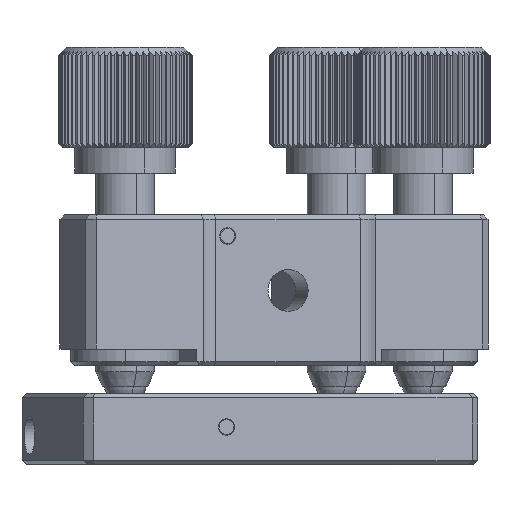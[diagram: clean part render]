
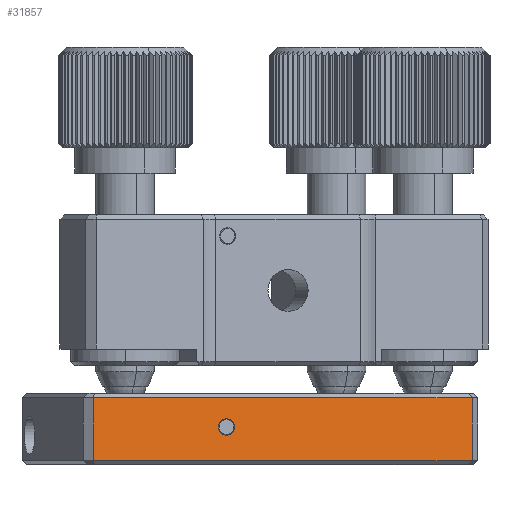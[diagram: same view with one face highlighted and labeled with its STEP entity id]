
A CAD part, left-side view. The second image highlights one B-rep face of the part: STEP entity #31857.
In plain terms, the highlighted planar face has unit normal (-0.96, -0.279, 0).
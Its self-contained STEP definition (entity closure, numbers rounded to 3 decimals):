
#2299 = LINE ( 'NONE', #12826, #11431 ) ;
#2763 = DIRECTION ( 'NONE',  ( -0.96, -0.279, 0. ) ) ;
#3362 = EDGE_CURVE ( 'NONE', #21559, #15257, #15313, .T. ) ;
#3538 = DIRECTION ( 'NONE',  ( 0.279, -0.96, 0. ) ) ;
#3557 = VECTOR ( 'NONE', #11206, 1000. ) ;
#4064 = ORIENTED_EDGE ( 'NONE', *, *, #21186, .T. ) ;
#4867 = DIRECTION ( 'NONE',  ( 0.96, 0.279, 0. ) ) ;
#4975 = DIRECTION ( 'NONE',  ( 0., 0., -1. ) ) ;
#5723 = CARTESIAN_POINT ( 'NONE',  ( -29.652, -1.577, -0.705 ) ) ;
#7299 = VERTEX_POINT ( 'NONE', #27039 ) ;
#7342 = VERTEX_POINT ( 'NONE', #26821 ) ;
#8734 = CARTESIAN_POINT ( 'NONE',  ( -29.652, -1.577, 0.295 ) ) ;
#8838 = DIRECTION ( 'NONE',  ( -0.96, -0.279, 0. ) ) ;
#9866 = CARTESIAN_POINT ( 'NONE',  ( -21.147, -30.867, 4.295 ) ) ;
#10438 = AXIS2_PLACEMENT_3D ( 'NONE', #9866, #4867, #4975 ) ;
#10619 = DIRECTION ( 'NONE',  ( -0.279, 0.96, 0. ) ) ;
#10921 = AXIS2_PLACEMENT_3D ( 'NONE', #8734, #8838, #24116 ) ;
#11206 = DIRECTION ( 'NONE',  ( 0., 0., -1. ) ) ;
#11431 = VECTOR ( 'NONE', #10619, 1000. ) ;
#11659 = ORIENTED_EDGE ( 'NONE', *, *, #24080, .F. ) ;
#12287 = LINE ( 'NONE', #15185, #15053 ) ;
#12420 = DIRECTION ( 'NONE',  ( 0., 0., -1. ) ) ;
#12534 = PLANE ( 'NONE',  #10438 ) ;
#12826 = CARTESIAN_POINT ( 'NONE',  ( -34.253, 14.268, 3.795 ) ) ;
#13533 = EDGE_CURVE ( 'NONE', #7342, #25221, #21002, .T. ) ;
#13770 = EDGE_CURVE ( 'NONE', #7299, #25323, #12287, .T. ) ;
#13984 = CARTESIAN_POINT ( 'NONE',  ( -21.147, -30.867, 4.295 ) ) ;
#15053 = VECTOR ( 'NONE', #12420, 1000. ) ;
#15185 = CARTESIAN_POINT ( 'NONE',  ( -34.253, 14.268, 4.295 ) ) ;
#15257 = VERTEX_POINT ( 'NONE', #24430 ) ;
#15313 = CIRCLE ( 'NONE', #19035, 1. ) ;
#15532 = EDGE_LOOP ( 'NONE', ( #32272, #4064, #32651, #27230 ) ) ;
#15715 = VECTOR ( 'NONE', #3538, 1000. ) ;
#16442 = FACE_BOUND ( 'NONE', #30925, .T. ) ;
#17552 = ORIENTED_EDGE ( 'NONE', *, *, #3362, .F. ) ;
#17740 = CARTESIAN_POINT ( 'NONE',  ( -29.652, -1.577, 0.295 ) ) ;
#19035 = AXIS2_PLACEMENT_3D ( 'NONE', #17740, #2763, #28338 ) ;
#21002 = LINE ( 'NONE', #13984, #3557 ) ;
#21186 = EDGE_CURVE ( 'NONE', #25323, #25221, #31535, .T. ) ;
#21559 = VERTEX_POINT ( 'NONE', #5723 ) ;
#23702 = CARTESIAN_POINT ( 'NONE',  ( -21.147, -30.867, -3.705 ) ) ;
#23946 = FACE_OUTER_BOUND ( 'NONE', #15532, .T. ) ;
#24080 = EDGE_CURVE ( 'NONE', #15257, #21559, #27169, .T. ) ;
#24116 = DIRECTION ( 'NONE',  ( 0., 0., 1. ) ) ;
#24430 = CARTESIAN_POINT ( 'NONE',  ( -29.652, -1.577, 1.295 ) ) ;
#25221 = VERTEX_POINT ( 'NONE', #26933 ) ;
#25323 = VERTEX_POINT ( 'NONE', #27810 ) ;
#26821 = CARTESIAN_POINT ( 'NONE',  ( -21.147, -30.867, 3.795 ) ) ;
#26933 = CARTESIAN_POINT ( 'NONE',  ( -21.147, -30.867, -3.705 ) ) ;
#27039 = CARTESIAN_POINT ( 'NONE',  ( -34.253, 14.268, 3.795 ) ) ;
#27169 = CIRCLE ( 'NONE', #10921, 1. ) ;
#27230 = ORIENTED_EDGE ( 'NONE', *, *, #29660, .T. ) ;
#27810 = CARTESIAN_POINT ( 'NONE',  ( -34.253, 14.268, -3.705 ) ) ;
#28338 = DIRECTION ( 'NONE',  ( 0., 0., 1. ) ) ;
#29660 = EDGE_CURVE ( 'NONE', #7342, #7299, #2299, .T. ) ;
#30925 = EDGE_LOOP ( 'NONE', ( #11659, #17552 ) ) ;
#31535 = LINE ( 'NONE', #23702, #15715 ) ;
#31857 = ADVANCED_FACE ( 'NONE', ( #16442, #23946 ), #12534, .F. ) ;
#32272 = ORIENTED_EDGE ( 'NONE', *, *, #13770, .T. ) ;
#32651 = ORIENTED_EDGE ( 'NONE', *, *, #13533, .F. ) ;
